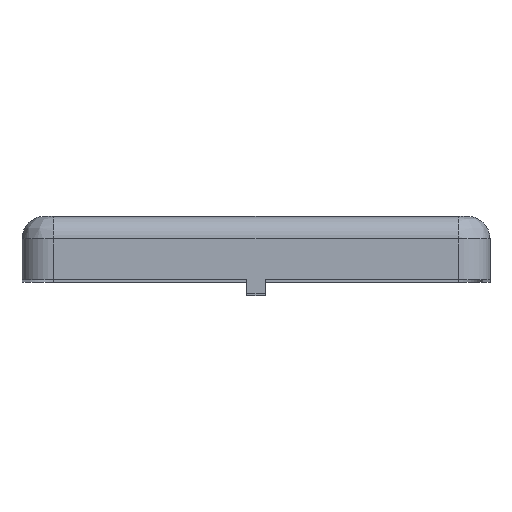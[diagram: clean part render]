
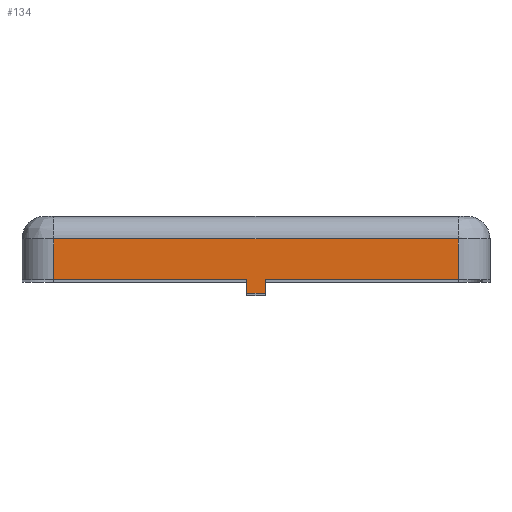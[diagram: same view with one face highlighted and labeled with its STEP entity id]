
A CAD part, top view. The second image highlights one B-rep face of the part: STEP entity #134.
In plain terms, the highlighted planar face has unit normal (0, 0, 1).
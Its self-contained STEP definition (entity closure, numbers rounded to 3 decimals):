
#134 = ADVANCED_FACE( 'NONE', ( #332 ), #333, .T. );
#332 = FACE_OUTER_BOUND( '', #625, .T. );
#333 = PLANE( '', #626 );
#625 = EDGE_LOOP( '', ( #1145, #1146, #1147, #1148, #1149, #1150, #1151, #1152 ) );
#626 = AXIS2_PLACEMENT_3D( '', #1153, #1154, #1155 );
#1145 = ORIENTED_EDGE( '', *, *, #1804, .T. );
#1146 = ORIENTED_EDGE( '', *, *, #1805, .F. );
#1147 = ORIENTED_EDGE( '', *, *, #1806, .F. );
#1148 = ORIENTED_EDGE( '', *, *, #1807, .T. );
#1149 = ORIENTED_EDGE( '', *, *, #1808, .T. );
#1150 = ORIENTED_EDGE( '', *, *, #1809, .F. );
#1151 = ORIENTED_EDGE( '', *, *, #1810, .F. );
#1152 = ORIENTED_EDGE( '', *, *, #1811, .T. );
#1153 = CARTESIAN_POINT( '', ( -8.9, 0., 29.65 ) );
#1154 = DIRECTION( '', ( 0., 0., 1. ) );
#1155 = DIRECTION( '', ( 1., 0., 0. ) );
#1804 = EDGE_CURVE( 'NONE', #2135, #2136, #2137, .T. );
#1805 = EDGE_CURVE( 'NONE', #2138, #2136, #2139, .T. );
#1806 = EDGE_CURVE( 'NONE', #2140, #2138, #2141, .T. );
#1807 = EDGE_CURVE( 'NONE', #2140, #2142, #2143, .T. );
#1808 = EDGE_CURVE( 'NONE', #2142, #2144, #2145, .T. );
#1809 = EDGE_CURVE( 'NONE', #2146, #2144, #2147, .T. );
#1810 = EDGE_CURVE( 'NONE', #2148, #2146, #2149, .T. );
#1811 = EDGE_CURVE( 'NONE', #2148, #2135, #2150, .T. );
#2135 = VERTEX_POINT( 'NONE', #2581 );
#2136 = VERTEX_POINT( 'NONE', #2582 );
#2137 = LINE( '', #2583, #2584 );
#2138 = VERTEX_POINT( 'NONE', #2585 );
#2139 = LINE( '', #2586, #2587 );
#2140 = VERTEX_POINT( 'NONE', #2588 );
#2141 = LINE( '', #2589, #2590 );
#2142 = VERTEX_POINT( 'NONE', #2591 );
#2143 = LINE( '', #2592, #2593 );
#2144 = VERTEX_POINT( 'NONE', #2594 );
#2145 = LINE( '', #2595, #2596 );
#2146 = VERTEX_POINT( 'NONE', #2597 );
#2147 = LINE( '', #2598, #2599 );
#2148 = VERTEX_POINT( 'NONE', #2600 );
#2149 = LINE( '', #2601, #2602 );
#2150 = LINE( '', #2603, #2604 );
#2581 = CARTESIAN_POINT( '', ( -8.9, -2.8, 29.65 ) );
#2582 = CARTESIAN_POINT( '', ( -0.4, -2.8, 29.65 ) );
#2583 = CARTESIAN_POINT( '', ( -8.9, -2.8, 29.65 ) );
#2584 = VECTOR( '', #3080, 1000. );
#2585 = CARTESIAN_POINT( '', ( -0.4, -3.4, 29.65 ) );
#2586 = CARTESIAN_POINT( '', ( -0.4, -3.4, 29.65 ) );
#2587 = VECTOR( '', #3081, 1000. );
#2588 = CARTESIAN_POINT( '', ( 0.4, -3.4, 29.65 ) );
#2589 = CARTESIAN_POINT( '', ( -0.4, -3.4, 29.65 ) );
#2590 = VECTOR( '', #3082, 1000. );
#2591 = CARTESIAN_POINT( '', ( 0.4, -2.8, 29.65 ) );
#2592 = CARTESIAN_POINT( '', ( 0.4, -3.4, 29.65 ) );
#2593 = VECTOR( '', #3083, 1000. );
#2594 = CARTESIAN_POINT( '', ( 8.9, -2.8, 29.65 ) );
#2595 = CARTESIAN_POINT( '', ( -8.9, -2.8, 29.65 ) );
#2596 = VECTOR( '', #3084, 1000. );
#2597 = CARTESIAN_POINT( '', ( 8.9, -1., 29.65 ) );
#2598 = CARTESIAN_POINT( '', ( 8.9, 0., 29.65 ) );
#2599 = VECTOR( '', #3085, 1000. );
#2600 = CARTESIAN_POINT( '', ( -8.9, -1., 29.65 ) );
#2601 = CARTESIAN_POINT( '', ( -8.9, -1., 29.65 ) );
#2602 = VECTOR( '', #3086, 1000. );
#2603 = CARTESIAN_POINT( '', ( -8.9, 0., 29.65 ) );
#2604 = VECTOR( '', #3087, 1000. );
#3080 = DIRECTION( '', ( 1., 0., 0. ) );
#3081 = DIRECTION( '', ( 0., 1., 0. ) );
#3082 = DIRECTION( '', ( -1., 0., 0. ) );
#3083 = DIRECTION( '', ( 0., 1., 0. ) );
#3084 = DIRECTION( '', ( 1., 0., 0. ) );
#3085 = DIRECTION( '', ( 0., -1., 0. ) );
#3086 = DIRECTION( '', ( 1., 0., 0. ) );
#3087 = DIRECTION( '', ( 0., -1., 0. ) );
